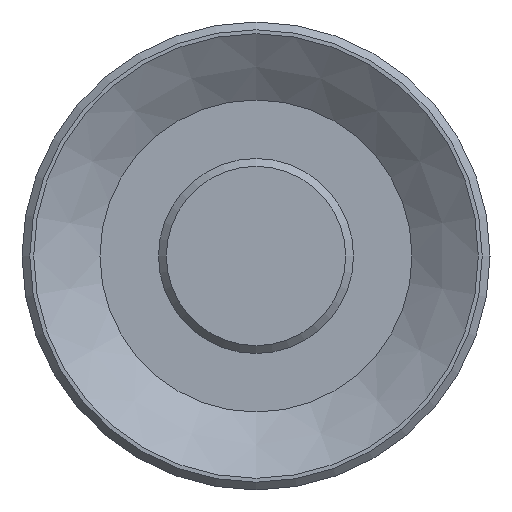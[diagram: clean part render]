
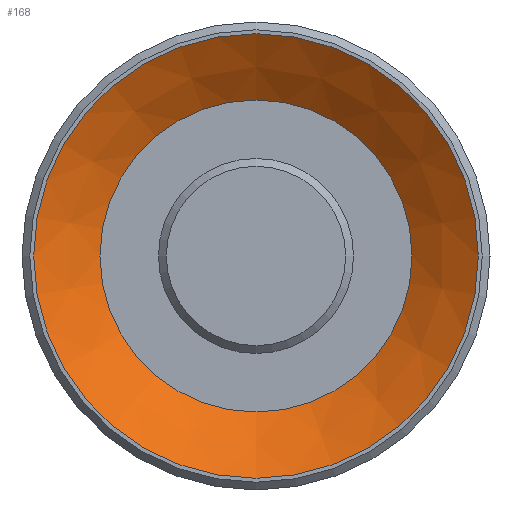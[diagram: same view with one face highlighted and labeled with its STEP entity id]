
A CAD part, left-side view. The second image highlights one B-rep face of the part: STEP entity #168.
In plain terms, the highlighted conical face has half-angle 54.782 degrees and reference radius 28.5 mm.
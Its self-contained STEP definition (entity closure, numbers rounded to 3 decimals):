
#168=ADVANCED_FACE('',(#250,#251),#252,.F.);
#250=FACE_BOUND('',#324,.T.);
#251=FACE_OUTER_BOUND('',#325,.T.);
#252=CONICAL_SURFACE('',#326,28.5,0.956);
#324=EDGE_LOOP('',(#398));
#325=EDGE_LOOP('',(#399));
#326=AXIS2_PLACEMENT_3D('',#400,#401,#402);
#398=ORIENTED_EDGE('',*,*,#486,.F.);
#399=ORIENTED_EDGE('',*,*,#488,.T.);
#400=CARTESIAN_POINT('',(-16.0,0.0,0.0));
#401=DIRECTION('',(-1.0,0.0,-0.0));
#402=DIRECTION('',(0.0,0.0,1.0));
#486=EDGE_CURVE('',#523,#523,#524,.T.);
#488=EDGE_CURVE('',#526,#526,#527,.T.);
#523=VERTEX_POINT('',#573);
#524=CIRCLE('',#574,20.0);
#526=VERTEX_POINT('',#576);
#527=CIRCLE('',#577,28.5);
#573=CARTESIAN_POINT('',(-10.0,0.0,20.0));
#574=AXIS2_PLACEMENT_3D('',#623,#624,#625);
#576=CARTESIAN_POINT('',(-16.0,0.0,28.5));
#577=AXIS2_PLACEMENT_3D('',#626,#627,#628);
#623=CARTESIAN_POINT('',(-10.0,0.0,0.0));
#624=DIRECTION('',(-1.0,0.0,0.0));
#625=DIRECTION('',(0.0,0.0,1.0));
#626=CARTESIAN_POINT('',(-16.0,0.0,0.0));
#627=DIRECTION('',(-1.0,0.0,0.0));
#628=DIRECTION('',(0.0,0.0,1.0));
